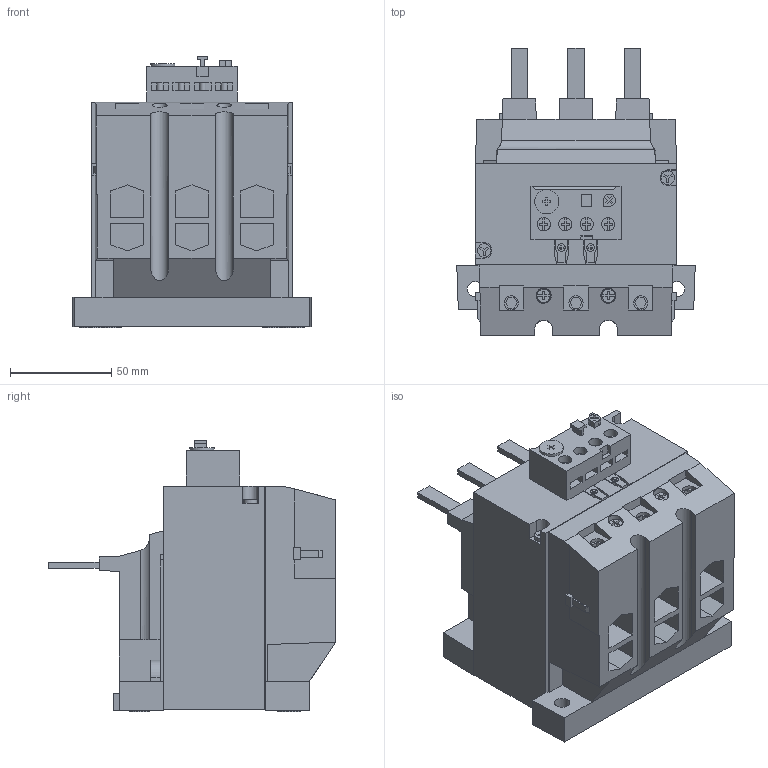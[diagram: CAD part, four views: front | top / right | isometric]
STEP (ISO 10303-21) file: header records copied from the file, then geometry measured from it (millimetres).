
FILE_DESCRIPTION( ( 'STEP AP214' ), ' ' );
FILE_NAME( 'zb150.stp', '2017-08-22T10:23:03', ( '' ), ( '' ), ' ', 'PARTsolutions', ' ' );
FILE_SCHEMA( ( 'AUTOMOTIVE_DESIGN { 1 0 10303 214 1 1 1 1 }' ) );
Length unit declared in the file: millimetre
Products named in the file (1): _278463_(index)
Bounding box: 118 x 142 x 134.4 mm (x, y, z)
Volume: 992882.5 mm3; surface area: 123139.8 mm2
Topology: 1 solids, 1 shells, 499 faces, 1342 edges, 893 vertices
Faces by surface type: plane 454, cylinder 43, cone 2
Full cylindrical faces by diameter (mm): 3.254 x4, 3.8 x2, 6.6 x4, 6.7 x2, 7 x8, 7.5 x2, 7.6 x2, 10 x2, 11.6 x2, 12 x1
Entity records: 19200 total; most frequent: CARTESIAN_POINT 2756, ORIENTED_EDGE 2592, DIRECTION 2394, EDGE_CURVE 1296, LINE 1178, VECTOR 1178, VERTEX_POINT 878, AXIS2_PLACEMENT_3D 608
